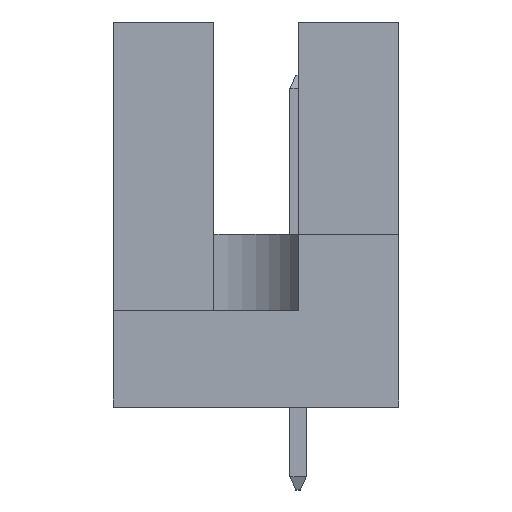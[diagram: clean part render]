
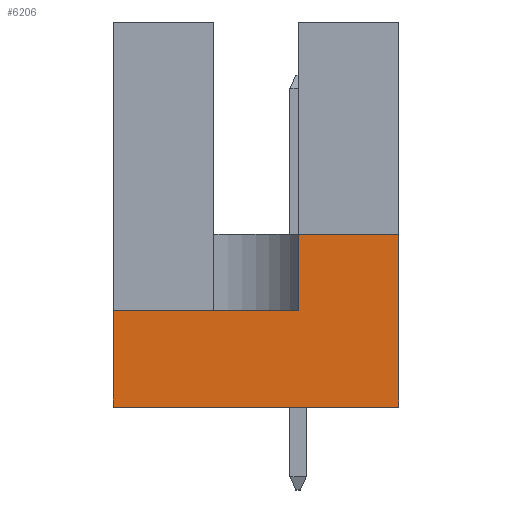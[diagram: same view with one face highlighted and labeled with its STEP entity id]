
A CAD part, left-side view. The second image highlights one B-rep face of the part: STEP entity #6206.
In plain terms, the highlighted planar face has unit normal (-1, 0, 0).
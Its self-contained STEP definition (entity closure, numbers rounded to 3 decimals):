
#187 = VERTEX_POINT ( 'NONE', #1015 ) ;
#288 = VERTEX_POINT ( 'NONE', #1223 ) ;
#307 = VERTEX_POINT ( 'NONE', #10981 ) ;
#563 = EDGE_CURVE ( 'NONE', #1996, #833, #6312, .T. ) ;
#692 = VECTOR ( 'NONE', #3855, 1000. ) ;
#833 = VERTEX_POINT ( 'NONE', #9299 ) ;
#989 = VECTOR ( 'NONE', #2747, 1000. ) ;
#1015 = CARTESIAN_POINT ( 'NONE',  ( -47.5, -1.27, 5.2 ) ) ;
#1109 = DIRECTION ( 'NONE',  ( 0., -1., 0. ) ) ;
#1223 = CARTESIAN_POINT ( 'NONE',  ( -47.5, -4.3, 5.2 ) ) ;
#1226 = VECTOR ( 'NONE', #9978, 1000. ) ;
#1276 = LINE ( 'NONE', #10973, #1226 ) ;
#1806 = EDGE_CURVE ( 'NONE', #187, #288, #5396, .T. ) ;
#1996 = VERTEX_POINT ( 'NONE', #7345 ) ;
#2099 = LINE ( 'NONE', #7326, #7089 ) ;
#2747 = DIRECTION ( 'NONE',  ( 0., -1., 0. ) ) ;
#2902 = ORIENTED_EDGE ( 'NONE', *, *, #1806, .F. ) ;
#2983 = CARTESIAN_POINT ( 'NONE',  ( -47.5, -4.3, 11.6 ) ) ;
#3559 = EDGE_CURVE ( 'NONE', #288, #4100, #6425, .T. ) ;
#3711 = ORIENTED_EDGE ( 'NONE', *, *, #7050, .T. ) ;
#3855 = DIRECTION ( 'NONE',  ( 0., 0., -1. ) ) ;
#3927 = EDGE_LOOP ( 'NONE', ( #2902, #3711, #8972, #7375, #10529, #6391 ) ) ;
#4100 = VERTEX_POINT ( 'NONE', #6803 ) ;
#4419 = LINE ( 'NONE', #5275, #989 ) ;
#5275 = CARTESIAN_POINT ( 'NONE',  ( -47.5, 4.3, 0. ) ) ;
#5396 = LINE ( 'NONE', #10733, #10592 ) ;
#5501 = EDGE_CURVE ( 'NONE', #833, #4100, #4419, .T. ) ;
#6034 = EDGE_CURVE ( 'NONE', #307, #1996, #1276, .T. ) ;
#6206 = ADVANCED_FACE ( 'NONE', ( #10455 ), #6780, .F. ) ;
#6293 = DIRECTION ( 'NONE',  ( 0., 0., -1. ) ) ;
#6312 = LINE ( 'NONE', #7181, #8476 ) ;
#6391 = ORIENTED_EDGE ( 'NONE', *, *, #3559, .F. ) ;
#6425 = LINE ( 'NONE', #2983, #692 ) ;
#6780 = PLANE ( 'NONE',  #9838 ) ;
#6803 = CARTESIAN_POINT ( 'NONE',  ( -47.5, -4.3, 0. ) ) ;
#7007 = DIRECTION ( 'NONE',  ( 0., 0., -1. ) ) ;
#7050 = EDGE_CURVE ( 'NONE', #187, #307, #2099, .T. ) ;
#7089 = VECTOR ( 'NONE', #6293, 1000. ) ;
#7181 = CARTESIAN_POINT ( 'NONE',  ( -47.5, 4.3, 11.6 ) ) ;
#7326 = CARTESIAN_POINT ( 'NONE',  ( -47.5, -1.27, 19.02 ) ) ;
#7345 = CARTESIAN_POINT ( 'NONE',  ( -47.5, 4.3, 2.9 ) ) ;
#7375 = ORIENTED_EDGE ( 'NONE', *, *, #563, .T. ) ;
#7878 = DIRECTION ( 'NONE',  ( 1., 0., 0. ) ) ;
#8476 = VECTOR ( 'NONE', #10679, 1000. ) ;
#8972 = ORIENTED_EDGE ( 'NONE', *, *, #6034, .T. ) ;
#9299 = CARTESIAN_POINT ( 'NONE',  ( -47.5, 4.3, 0. ) ) ;
#9476 = CARTESIAN_POINT ( 'NONE',  ( -47.5, 4.3, 11.6 ) ) ;
#9838 = AXIS2_PLACEMENT_3D ( 'NONE', #9476, #7878, #7007 ) ;
#9978 = DIRECTION ( 'NONE',  ( 0., 1., 0. ) ) ;
#10455 = FACE_OUTER_BOUND ( 'NONE', #3927, .T. ) ;
#10529 = ORIENTED_EDGE ( 'NONE', *, *, #5501, .T. ) ;
#10592 = VECTOR ( 'NONE', #1109, 1000. ) ;
#10679 = DIRECTION ( 'NONE',  ( 0., 0., -1. ) ) ;
#10733 = CARTESIAN_POINT ( 'NONE',  ( -47.5, 4.3, 5.2 ) ) ;
#10973 = CARTESIAN_POINT ( 'NONE',  ( -47.5, 4.3, 2.9 ) ) ;
#10981 = CARTESIAN_POINT ( 'NONE',  ( -47.5, -1.27, 2.9 ) ) ;
